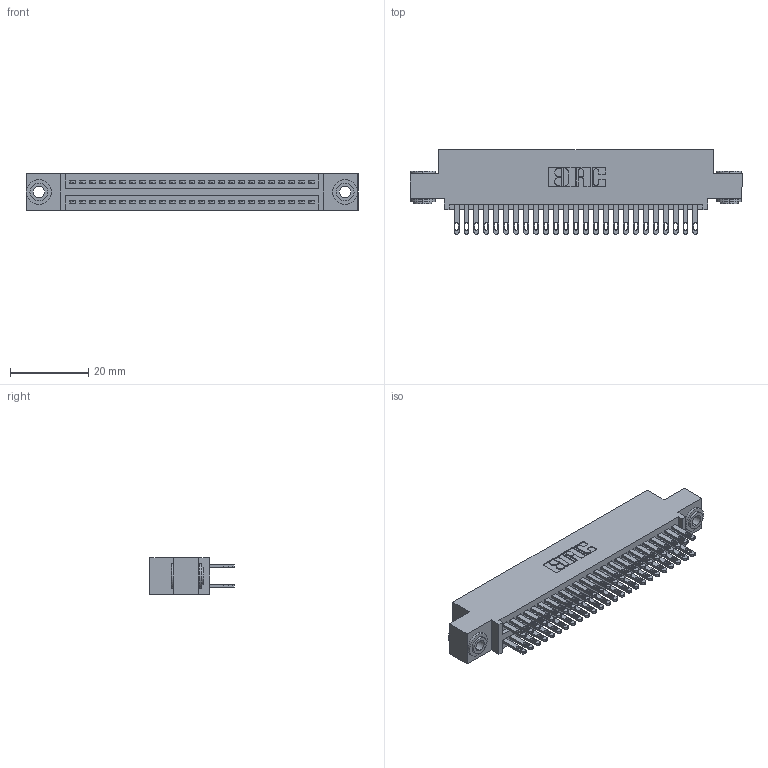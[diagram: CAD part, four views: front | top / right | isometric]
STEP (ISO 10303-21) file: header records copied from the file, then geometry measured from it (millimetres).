
FILE_DESCRIPTION (( 'STEP AP203' ), '1' );
FILE_NAME ('345-050-500-503.STEP', '2018-09-14T02:14:36', ( '' ), ( '' ), 'SwSTEP 2.0', 'SolidWorks 2016', '' );
FILE_SCHEMA (( 'CONFIG_CONTROL_DESIGN' ));
Length unit declared in the file: inch
Products named in the file (4): 345 Part_0.110 Offset - 0.156 Dia-TH; 345-292-001_345-293-100; 345-250-002_345-250-002-102; 345-050-500-503
Assembly tree (53 placements, depth 2):
  345-050-500-503
    345 Part_0.110 Offset - 0.156 Dia-TH
    345-292-001_345-293-100  x50
    345-250-002_345-250-002-102  x2
Bounding box: 84.71 x 21.51 x 9.4 mm (x, y, z)
Volume: 8169.7 mm3; surface area: 12554.7 mm2
Topology: 53 solids, 53 shells, 2468 faces, 7479 edges, 4982 vertices
Faces by surface type: plane 1444, cylinder 1016, cone 8
Entity records: 22616 total; most frequent: CARTESIAN_POINT 3783, ORIENTED_EDGE 3710, DIRECTION 3389, EDGE_CURVE 1855, LINE 1595, VECTOR 1595, VERTEX_POINT 1234, AXIS2_PLACEMENT_3D 897
